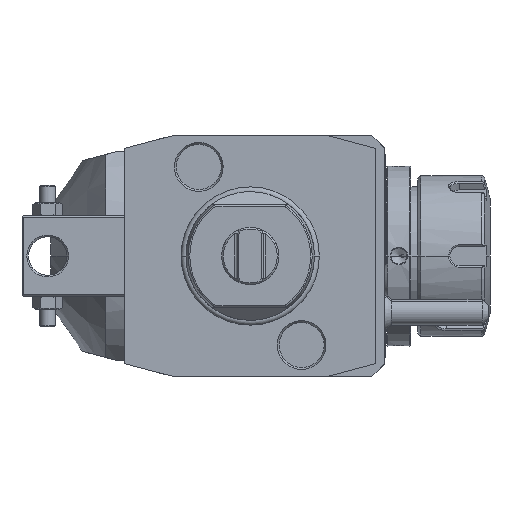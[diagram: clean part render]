
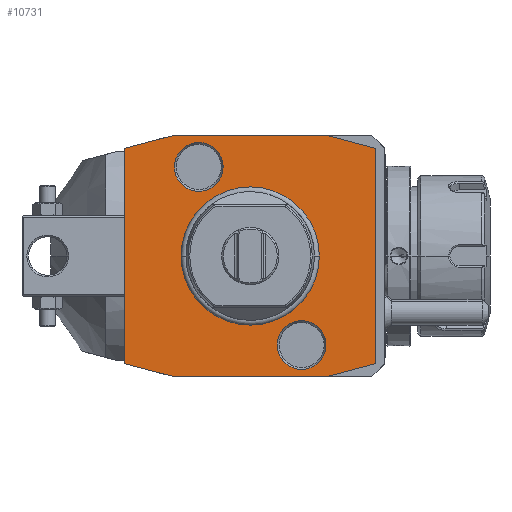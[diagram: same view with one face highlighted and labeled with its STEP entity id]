
A CAD part, front view. The second image highlights one B-rep face of the part: STEP entity #10731.
In plain terms, the highlighted planar face has unit normal (0, -1, 0).
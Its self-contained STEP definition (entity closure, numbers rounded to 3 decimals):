
#1=DIRECTION('',(0.966,0.,-0.259));
#2=VECTOR('',#1,15.529);
#3=CARTESIAN_POINT('',(-39.,0.,-33.481));
#4=LINE('',#3,#2);
#5=DIRECTION('',(0.,0.,-1.));
#6=VECTOR('',#5,66.962);
#7=CARTESIAN_POINT('',(-39.,0.,33.481));
#8=LINE('',#7,#6);
#9=DIRECTION('',(-0.966,0.,-0.259));
#10=VECTOR('',#9,15.529);
#11=CARTESIAN_POINT('',(-24.,0.,37.5));
#12=LINE('',#11,#10);
#13=DIRECTION('',(-1.,0.,0.));
#14=VECTOR('',#13,48.);
#15=CARTESIAN_POINT('',(24.,0.,37.5));
#16=LINE('',#15,#14);
#17=DIRECTION('',(-0.966,0.,0.259));
#18=VECTOR('',#17,15.529);
#19=CARTESIAN_POINT('',(39.,0.,33.481));
#20=LINE('',#19,#18);
#21=DIRECTION('',(0.,0.,1.));
#22=VECTOR('',#21,66.962);
#23=CARTESIAN_POINT('',(39.,0.,-33.481));
#24=LINE('',#23,#22);
#25=DIRECTION('',(0.966,0.,0.259));
#26=VECTOR('',#25,15.529);
#27=CARTESIAN_POINT('',(24.,0.,-37.5));
#28=LINE('',#27,#26);
#29=DIRECTION('',(1.,0.,0.));
#30=VECTOR('',#29,48.);
#31=CARTESIAN_POINT('',(-24.,0.,-37.5));
#32=LINE('',#31,#30);
#33=CARTESIAN_POINT('',(-16.,0.,27.713));
#34=DIRECTION('',(0.,1.,0.));
#35=DIRECTION('',(-1.,0.,0.));
#36=AXIS2_PLACEMENT_3D('',#33,#34,#35);
#38=CARTESIAN_POINT('',(-16.,0.,27.713));
#39=DIRECTION('',(0.,1.,0.));
#40=DIRECTION('',(1.,0.,0.));
#41=AXIS2_PLACEMENT_3D('',#38,#39,#40);
#43=CARTESIAN_POINT('',(16.,0.,-27.713));
#44=DIRECTION('',(0.,1.,0.));
#45=DIRECTION('',(-1.,0.,0.));
#46=AXIS2_PLACEMENT_3D('',#43,#44,#45);
#48=CARTESIAN_POINT('',(16.,0.,-27.713));
#49=DIRECTION('',(0.,1.,0.));
#50=DIRECTION('',(1.,0.,0.));
#51=AXIS2_PLACEMENT_3D('',#48,#49,#50);
#7081=CARTESIAN_POINT('',(0.,0.,0.));
#7082=DIRECTION('',(0.,-1.,0.));
#7083=DIRECTION('',(1.,0.,0.));
#7084=AXIS2_PLACEMENT_3D('',#7081,#7082,#7083);
#7086=CARTESIAN_POINT('',(0.,0.,0.));
#7087=DIRECTION('',(0.,-1.,0.));
#7088=DIRECTION('',(-1.,0.,0.));
#7089=AXIS2_PLACEMENT_3D('',#7086,#7087,#7088);
#9615=CARTESIAN_POINT('',(-23.577,0.,
27.713));
#9616=CARTESIAN_POINT('',(-8.423,0.,
27.713));
#9617=VERTEX_POINT('',#9615);
#9618=VERTEX_POINT('',#9616);
#9747=CARTESIAN_POINT('',(8.423,0.,-27.713));
#9748=CARTESIAN_POINT('',(23.577,0.,-27.713));
#9749=VERTEX_POINT('',#9747);
#9750=VERTEX_POINT('',#9748);
#10538=CARTESIAN_POINT('',(-39.,0.,-33.481));
#10539=CARTESIAN_POINT('',(-24.,0.,-37.5));
#10540=VERTEX_POINT('',#10538);
#10541=VERTEX_POINT('',#10539);
#10542=CARTESIAN_POINT('',(24.,0.,-37.5));
#10543=VERTEX_POINT('',#10542);
#10544=CARTESIAN_POINT('',(39.,0.,-33.481));
#10545=VERTEX_POINT('',#10544);
#10546=CARTESIAN_POINT('',(39.,0.,33.481));
#10547=VERTEX_POINT('',#10546);
#10548=CARTESIAN_POINT('',(24.,0.,37.5));
#10549=VERTEX_POINT('',#10548);
#10550=CARTESIAN_POINT('',(-24.,0.,37.5));
#10551=VERTEX_POINT('',#10550);
#10552=CARTESIAN_POINT('',(-39.,0.,33.481));
#10553=VERTEX_POINT('',#10552);
#10566=CARTESIAN_POINT('',(21.137,0.,0.));
#10567=CARTESIAN_POINT('',(-21.137,0.,0.));
#10568=VERTEX_POINT('',#10566);
#10569=VERTEX_POINT('',#10567);
#10690=CARTESIAN_POINT('',(0.,0.,0.));
#10691=DIRECTION('',(0.,-1.,0.));
#10692=DIRECTION('',(-1.,0.,0.));
#10693=AXIS2_PLACEMENT_3D('',#10690,#10691,#10692);
#10694=PLANE('',#10693);
#10696=ORIENTED_EDGE('',*,*,#10695,.F.);
#10698=ORIENTED_EDGE('',*,*,#10697,.F.);
#10700=ORIENTED_EDGE('',*,*,#10699,.F.);
#10702=ORIENTED_EDGE('',*,*,#10701,.F.);
#10704=ORIENTED_EDGE('',*,*,#10703,.F.);
#10706=ORIENTED_EDGE('',*,*,#10705,.F.);
#10708=ORIENTED_EDGE('',*,*,#10707,.F.);
#10710=ORIENTED_EDGE('',*,*,#10709,.F.);
#10711=EDGE_LOOP('',(#10696,#10698,#10700,#10702,#10704,#10706,#10708,#10710));
#10712=FACE_OUTER_BOUND('',#10711,.F.);
#10714=ORIENTED_EDGE('',*,*,#10713,.T.);
#10716=ORIENTED_EDGE('',*,*,#10715,.T.);
#10717=EDGE_LOOP('',(#10714,#10716));
#10718=FACE_BOUND('',#10717,.F.);
#10720=ORIENTED_EDGE('',*,*,#10719,.F.);
#10722=ORIENTED_EDGE('',*,*,#10721,.F.);
#10723=EDGE_LOOP('',(#10720,#10722));
#10724=FACE_BOUND('',#10723,.F.);
#10726=ORIENTED_EDGE('',*,*,#10725,.F.);
#10728=ORIENTED_EDGE('',*,*,#10727,.F.);
#10729=EDGE_LOOP('',(#10726,#10728));
#10730=FACE_BOUND('',#10729,.F.);
#37=CIRCLE('',#36,7.577);
#42=CIRCLE('',#41,7.577);
#47=CIRCLE('',#46,7.577);
#52=CIRCLE('',#51,7.577);
#7085=CIRCLE('',#7084,21.137);
#7090=CIRCLE('',#7089,21.137);
#10695=EDGE_CURVE('',#10540,#10541,#4,.T.);
#10697=EDGE_CURVE('',#10553,#10540,#8,.T.);
#10699=EDGE_CURVE('',#10551,#10553,#12,.T.);
#10701=EDGE_CURVE('',#10549,#10551,#16,.T.);
#10703=EDGE_CURVE('',#10547,#10549,#20,.T.);
#10705=EDGE_CURVE('',#10545,#10547,#24,.T.);
#10707=EDGE_CURVE('',#10543,#10545,#28,.T.);
#10709=EDGE_CURVE('',#10541,#10543,#32,.T.);
#10713=EDGE_CURVE('',#10568,#10569,#7085,.T.);
#10715=EDGE_CURVE('',#10569,#10568,#7090,.T.);
#10719=EDGE_CURVE('',#9617,#9618,#37,.T.);
#10721=EDGE_CURVE('',#9618,#9617,#42,.T.);
#10725=EDGE_CURVE('',#9749,#9750,#47,.T.);
#10727=EDGE_CURVE('',#9750,#9749,#52,.T.);
#10731=ADVANCED_FACE('',(#10712,#10718,#10724,#10730),#10694,.T.);
